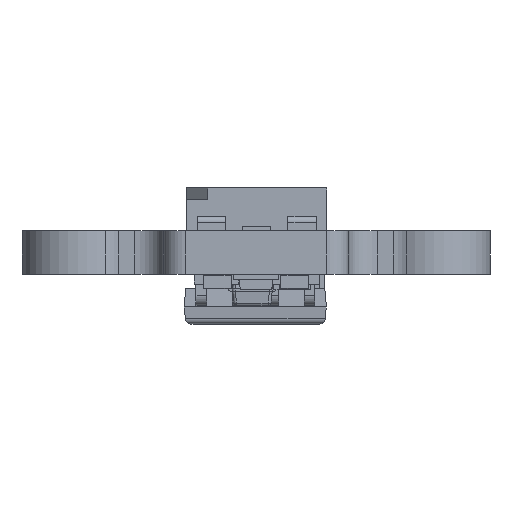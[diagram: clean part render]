
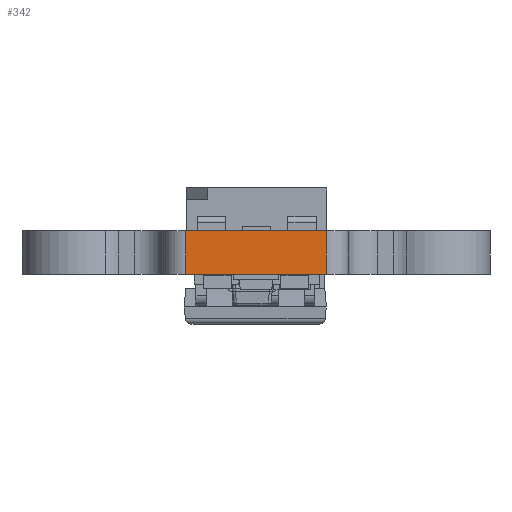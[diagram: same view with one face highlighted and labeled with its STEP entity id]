
A CAD part, front view. The second image highlights one B-rep face of the part: STEP entity #342.
In plain terms, the highlighted planar face has unit normal (0, -1, 0).
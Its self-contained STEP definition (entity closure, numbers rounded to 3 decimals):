
#315 = VERTEX_POINT('',#316);
#316 = CARTESIAN_POINT('',(-2.47,0.,
    1.545));
#323 = EDGE_CURVE('',#324,#315,#326,.T.);
#324 = VERTEX_POINT('',#325);
#325 = CARTESIAN_POINT('',(-2.47,0.,0.)
  );
#326 = LINE('',#327,#328);
#327 = CARTESIAN_POINT('',(-2.47,0.,0.)
  );
#328 = VECTOR('',#329,1.);
#329 = DIRECTION('',(0.,0.,1.));
#342 = ADVANCED_FACE('',(#343),#368,.F.);
#343 = FACE_BOUND('',#344,.F.);
#344 = EDGE_LOOP('',(#345,#346,#354,#362));
#345 = ORIENTED_EDGE('',*,*,#323,.T.);
#346 = ORIENTED_EDGE('',*,*,#347,.T.);
#347 = EDGE_CURVE('',#315,#348,#350,.T.);
#348 = VERTEX_POINT('',#349);
#349 = CARTESIAN_POINT('',(2.47,0.,1.545)
  );
#350 = LINE('',#351,#352);
#351 = CARTESIAN_POINT('',(-2.47,0.,1.545));
#352 = VECTOR('',#353,1.);
#353 = DIRECTION('',(1.,0.,0.));
#354 = ORIENTED_EDGE('',*,*,#355,.F.);
#355 = EDGE_CURVE('',#356,#348,#358,.T.);
#356 = VERTEX_POINT('',#357);
#357 = CARTESIAN_POINT('',(2.47,0.,0.));
#358 = LINE('',#359,#360);
#359 = CARTESIAN_POINT('',(2.47,0.,0.));
#360 = VECTOR('',#361,1.);
#361 = DIRECTION('',(0.,0.,1.));
#362 = ORIENTED_EDGE('',*,*,#363,.F.);
#363 = EDGE_CURVE('',#324,#356,#364,.T.);
#364 = LINE('',#365,#366);
#365 = CARTESIAN_POINT('',(-2.47,0.,0.));
#366 = VECTOR('',#367,1.);
#367 = DIRECTION('',(1.,0.,0.));
#368 = PLANE('',#369);
#369 = AXIS2_PLACEMENT_3D('',#370,#371,#372);
#370 = CARTESIAN_POINT('',(-2.47,0.,0.));
#371 = DIRECTION('',(0.,1.,0.));
#372 = DIRECTION('',(1.,0.,0.));
